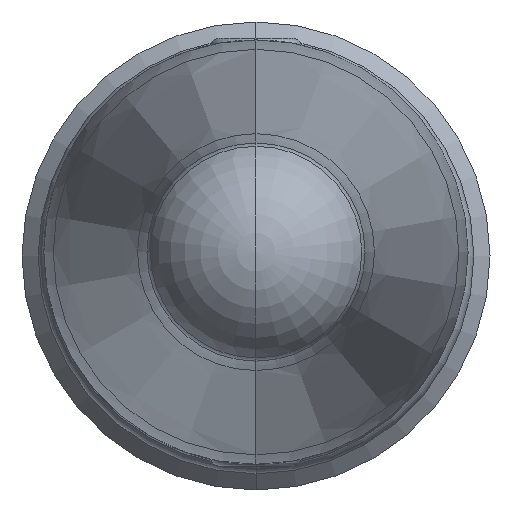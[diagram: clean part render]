
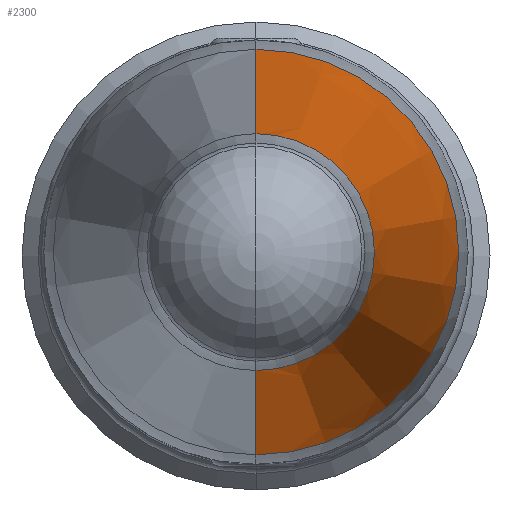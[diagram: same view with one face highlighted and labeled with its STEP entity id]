
A CAD part, left-side view. The second image highlights one B-rep face of the part: STEP entity #2300.
In plain terms, the highlighted conical face has half-angle 6.135 degrees and reference radius 3.669 mm.
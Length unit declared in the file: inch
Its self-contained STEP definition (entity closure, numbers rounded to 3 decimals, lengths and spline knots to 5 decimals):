
#106 = DIRECTION ( 'NONE',  ( 1., 0., 0. ) ) ;
#618 = FACE_OUTER_BOUND ( 'NONE', #4210, .T. ) ;
#664 = DIRECTION ( 'NONE',  ( 0., 0., -1. ) ) ;
#755 = VERTEX_POINT ( 'NONE', #3385 ) ;
#762 = ORIENTED_EDGE ( 'NONE', *, *, #5553, .T. ) ;
#1007 = DIRECTION ( 'NONE',  ( 0., 0., -1. ) ) ;
#1183 = ORIENTED_EDGE ( 'NONE', *, *, #2758, .F. ) ;
#1319 = DIRECTION ( 'NONE',  ( 1., 0., 0. ) ) ;
#1397 = CONICAL_SURFACE ( 'NONE', #3601, 0.14445, 0.107 ) ;
#1637 = CARTESIAN_POINT ( 'NONE',  ( -4.76344, 0., 0. ) ) ;
#1881 = CARTESIAN_POINT ( 'NONE',  ( -3.80656, 0., -0.2473 ) ) ;
#1945 = AXIS2_PLACEMENT_3D ( 'NONE', #6244, #5694, #1007 ) ;
#2263 = VERTEX_POINT ( 'NONE', #5242 ) ;
#2300 = ADVANCED_FACE ( 'NONE', ( #618 ), #1397, .T. ) ;
#2613 = CARTESIAN_POINT ( 'NONE',  ( -3.80656, 0., 0.2473 ) ) ;
#2758 = EDGE_CURVE ( 'NONE', #2263, #3111, #3382, .T. ) ;
#2766 = DIRECTION ( 'NONE',  ( 0.994, 0., -0.107 ) ) ;
#2796 = LINE ( 'NONE', #4467, #3522 ) ;
#3111 = VERTEX_POINT ( 'NONE', #2613 ) ;
#3346 = CARTESIAN_POINT ( 'NONE',  ( -4.76344, 0., 0.14445 ) ) ;
#3382 = LINE ( 'NONE', #3346, #5137 ) ;
#3385 = CARTESIAN_POINT ( 'NONE',  ( -4.76344, 0., -0.14445 ) ) ;
#3465 = EDGE_CURVE ( 'NONE', #3111, #4803, #5145, .T. ) ;
#3493 = ORIENTED_EDGE ( 'NONE', *, *, #5040, .T. ) ;
#3522 = VECTOR ( 'NONE', #2766, 39.37008 ) ;
#3601 = AXIS2_PLACEMENT_3D ( 'NONE', #6382, #1319, #4484 ) ;
#3724 = AXIS2_PLACEMENT_3D ( 'NONE', #1637, #106, #664 ) ;
#4210 = EDGE_LOOP ( 'NONE', ( #1183, #3493, #762, #6737 ) ) ;
#4467 = CARTESIAN_POINT ( 'NONE',  ( -4.76344, 0., -0.14445 ) ) ;
#4484 = DIRECTION ( 'NONE',  ( 0., 0., -1. ) ) ;
#4803 = VERTEX_POINT ( 'NONE', #1881 ) ;
#5040 = EDGE_CURVE ( 'NONE', #2263, #755, #6564, .T. ) ;
#5137 = VECTOR ( 'NONE', #5410, 39.37008 ) ;
#5145 = CIRCLE ( 'NONE', #1945, 0.2473 ) ;
#5242 = CARTESIAN_POINT ( 'NONE',  ( -4.76344, 0., 0.14445 ) ) ;
#5410 = DIRECTION ( 'NONE',  ( 0.994, 0., 0.107 ) ) ;
#5553 = EDGE_CURVE ( 'NONE', #755, #4803, #2796, .T. ) ;
#5694 = DIRECTION ( 'NONE',  ( 1., 0., 0. ) ) ;
#6244 = CARTESIAN_POINT ( 'NONE',  ( -3.80656, 0., 0. ) ) ;
#6382 = CARTESIAN_POINT ( 'NONE',  ( -4.76344, 0., 0. ) ) ;
#6564 = CIRCLE ( 'NONE', #3724, 0.14445 ) ;
#6737 = ORIENTED_EDGE ( 'NONE', *, *, #3465, .F. ) ;
